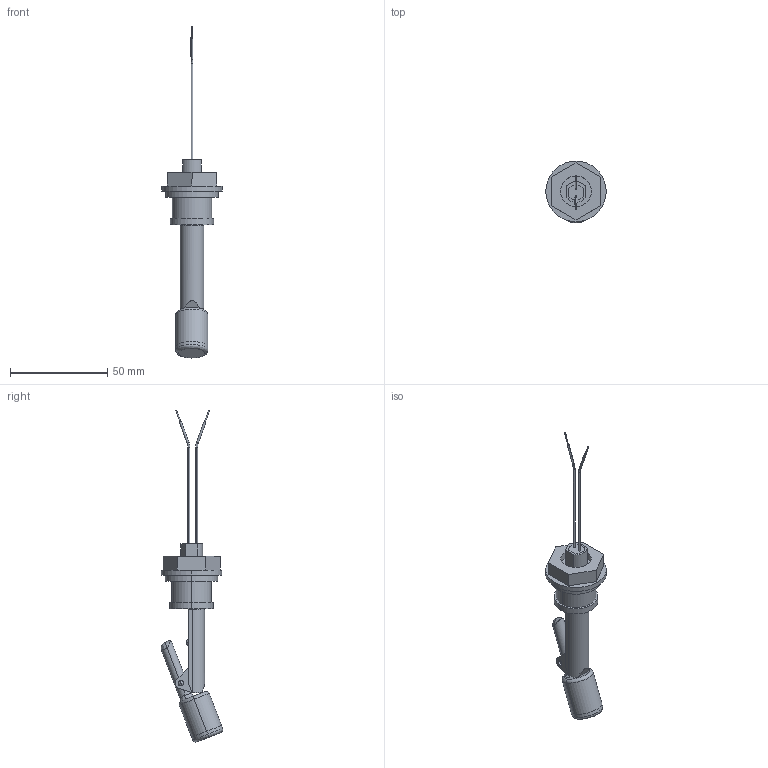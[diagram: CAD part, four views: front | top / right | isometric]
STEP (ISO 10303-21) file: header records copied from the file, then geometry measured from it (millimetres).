
FILE_DESCRIPTION (( 'STEP AP214' ), '1' );
FILE_NAME ('M8790-14-4184_FLS-HS-300 nc sr1 coord.STEP', '2023-10-03T19:20:33', ( '' ), ( '' ), 'SwSTEP 2.0', 'SolidWorks 2021', '' );
FILE_SCHEMA (( 'AUTOMOTIVE_DESIGN' ));
Length unit declared in the file: inch
Products named in the file (1): M8790-14-4184_FLS-HS-300 nc sr1 coord
Bounding box: 31.11 x 31.72 x 170.65 mm (x, y, z)
Volume: 18259.6 mm3; surface area: 16228.1 mm2
Topology: 12 solids, 12 shells, 202 faces, 451 edges, 281 vertices
Faces by surface type: cylinder 73, plane 71, bspline 34, cone 16, torus 8
Entity records: 7301 total; most frequent: CARTESIAN_POINT 2746, DIRECTION 918, ORIENTED_EDGE 886, EDGE_CURVE 443, AXIS2_PLACEMENT_3D 366, VERTEX_POINT 281, EDGE_LOOP 228, ADVANCED_FACE 202
